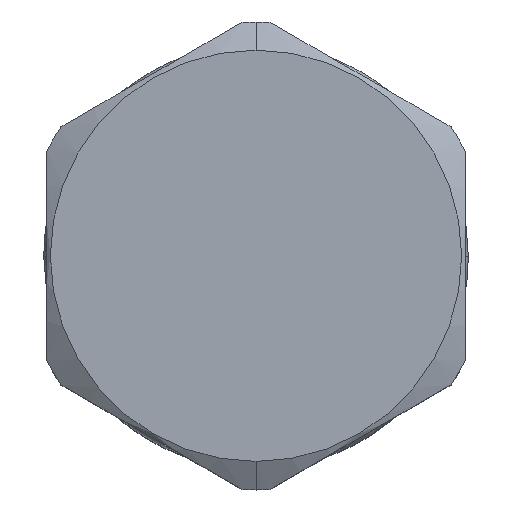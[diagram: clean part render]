
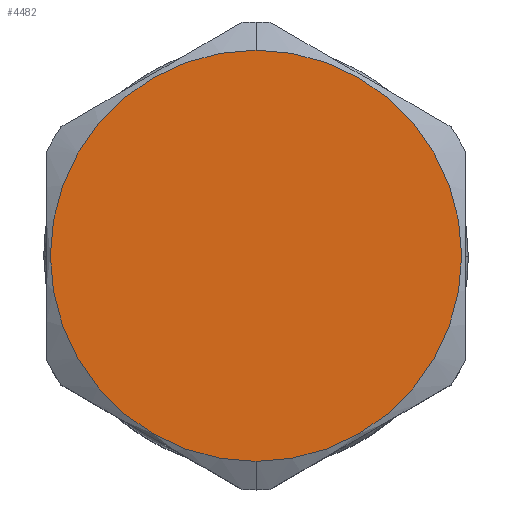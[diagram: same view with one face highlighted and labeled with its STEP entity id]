
A CAD part, top view. The second image highlights one B-rep face of the part: STEP entity #4482.
In plain terms, the highlighted planar face has unit normal (0, 0, 1).
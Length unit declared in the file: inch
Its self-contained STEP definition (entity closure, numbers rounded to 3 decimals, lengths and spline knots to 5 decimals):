
#540=CARTESIAN_POINT('',(0.,0.,2.561));
#541=DIRECTION('',(0.,0.,1.));
#542=DIRECTION('',(0.,-1.,0.));
#543=AXIS2_PLACEMENT_3D('',#540,#541,#542);
#545=CARTESIAN_POINT('',(0.,0.,2.561));
#546=DIRECTION('',(0.,0.,1.));
#547=DIRECTION('',(0.,1.,0.));
#548=AXIS2_PLACEMENT_3D('',#545,#546,#547);
#3208=CARTESIAN_POINT('',(0.,-0.43,2.561));
#3209=CARTESIAN_POINT('',(0.,0.43,2.561));
#3210=VERTEX_POINT('',#3208);
#3211=VERTEX_POINT('',#3209);
#4473=CARTESIAN_POINT('',(0.,0.,2.561));
#4474=DIRECTION('',(0.,0.,1.));
#4475=DIRECTION('',(0.,1.,0.));
#4476=AXIS2_PLACEMENT_3D('',#4473,#4474,#4475);
#4477=PLANE('',#4476);
#4478=ORIENTED_EDGE('',*,*,#4422,.F.);
#4479=ORIENTED_EDGE('',*,*,#4455,.F.);
#4480=EDGE_LOOP('',(#4478,#4479));
#4481=FACE_OUTER_BOUND('',#4480,.F.);
#544=CIRCLE('',#543,0.43);
#549=CIRCLE('',#548,0.43);
#4422=EDGE_CURVE('',#3210,#3211,#544,.T.);
#4455=EDGE_CURVE('',#3211,#3210,#549,.T.);
#4482=ADVANCED_FACE('',(#4481),#4477,.T.);
